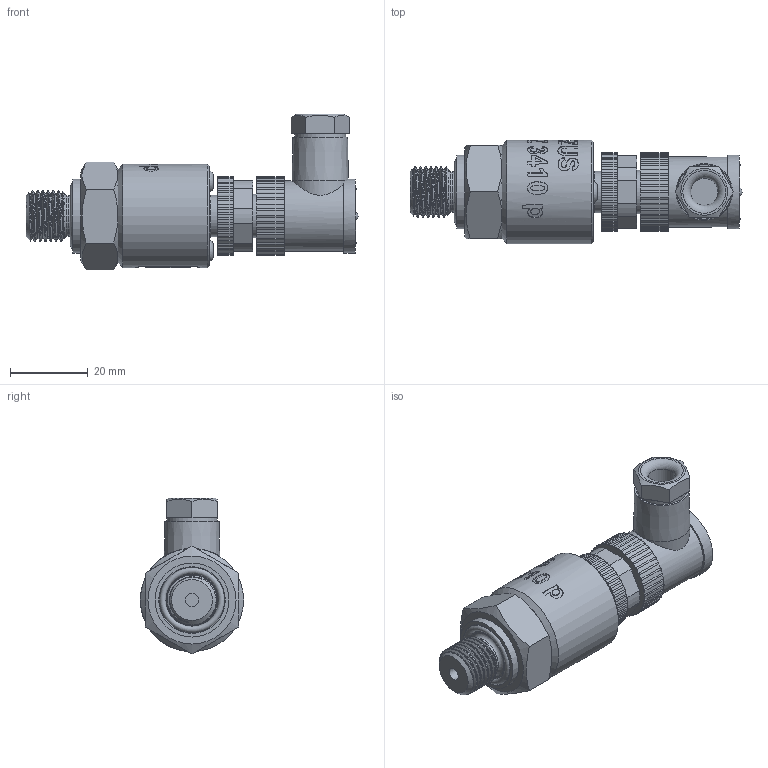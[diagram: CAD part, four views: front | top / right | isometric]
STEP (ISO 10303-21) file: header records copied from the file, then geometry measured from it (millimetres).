
FILE_DESCRIPTION(/* description */ (''),/* implementation_level */ '2;1');
FILE_NAME(/* name */ 'ASZ3410p_6_M12x1-angular.step',/* time_stamp */ '2021-07-19T17:44:02+03:00',/* author */ (''),/* organization */ (''),/* preprocessor_version */ 'ST-DEVELOPER v18.1',/* originating_system */ 'Autodesk Translation Framework v10.9.0.1377',/* authorisation */ '');
FILE_SCHEMA (('AUTOMOTIVE_DESIGN { 1 0 10303 214 3 1 1 }'));
Length unit declared in the file: millimetre
Products named in the file (4): АСЗ 3420(3410) p - filled; G1/4 DIN; РП30-27.100.000.060 v9; M12x1 female angular v10
Assembly tree (3 placements, depth 2):
  АСЗ 3420(3410) p - filled
    G1/4 DIN
    РП30-27.100.000.060 v9
    M12x1 female angular v10
Bounding box: 85.26 x 26.5 x 40.06 mm (x, y, z)
Volume: 31130.9 mm3; surface area: 11428.4 mm2
Topology: 4 solids, 7 shells, 780 faces, 2110 edges, 1400 vertices
Faces by surface type: bspline 334, cylinder 272, plane 145, cone 15, torus 13, sphere 1
Full cylindrical faces by diameter (mm): 1 x8, 3.3 x1, 4.34 x2, 5.4 x2, 7 x1, 8 x1, 8.2 x1, 9.471 x2, 10.5 x1, 10.6 x2, 10.741 x5, 11.035 x4, 11.156 x1, 11.445 x6, 11.884 x4, 12.152 x4, 13 x1, 13.5 x1, 16.7 x1, 18 x1, 19 x2, 26.5 x1
Entity records: 36520 total; most frequent: CARTESIAN_POINT 18763, ORIENTED_EDGE 4220, DIRECTION 2767, EDGE_CURVE 2110, VERTEX_POINT 1400, AXIS2_PLACEMENT_3D 974, EDGE_LOOP 842, LINE 819
